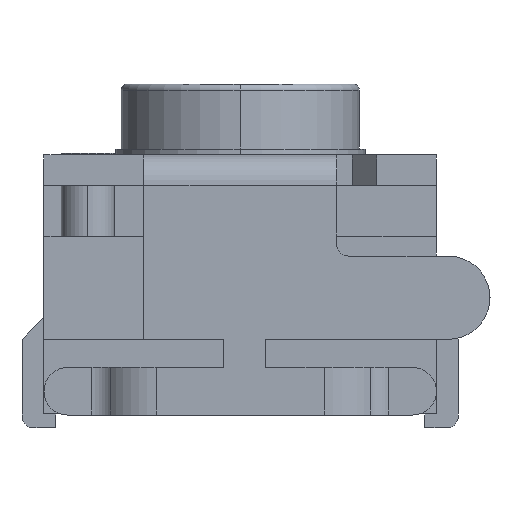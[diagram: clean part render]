
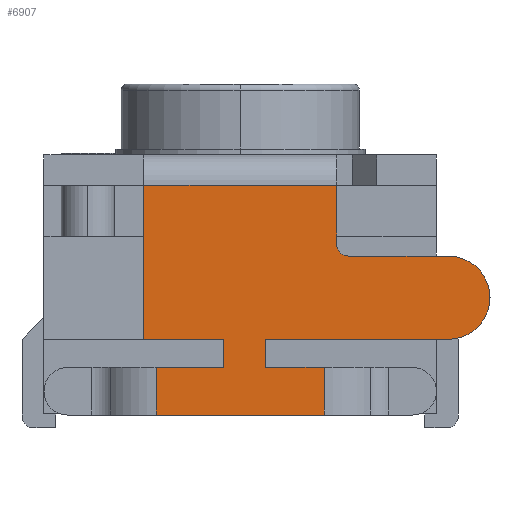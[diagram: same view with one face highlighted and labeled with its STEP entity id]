
A CAD part, left-side view. The second image highlights one B-rep face of the part: STEP entity #6907.
In plain terms, the highlighted planar face has unit normal (-1, 0, 0).
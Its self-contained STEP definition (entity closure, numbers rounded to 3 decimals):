
#8 = LINE ( 'NONE', #649, #2606 ) ;
#30 = LINE ( 'NONE', #3176, #5475 ) ;
#220 = CARTESIAN_POINT ( 'NONE',  ( -2.502, -0.707, -1.759 ) ) ;
#300 = CARTESIAN_POINT ( 'NONE',  ( -2.502, -0.81, -0.623 ) ) ;
#498 = EDGE_CURVE ( 'NONE', #551, #2455, #4437, .T. ) ;
#551 = VERTEX_POINT ( 'NONE', #1027 ) ;
#649 = CARTESIAN_POINT ( 'NONE',  ( -2.502, 0.137, -1.421 ) ) ;
#672 = ORIENTED_EDGE ( 'NONE', *, *, #1458, .T. ) ;
#738 = FACE_OUTER_BOUND ( 'NONE', #4591, .T. ) ;
#880 = ORIENTED_EDGE ( 'NONE', *, *, #4629, .T. ) ;
#980 = DIRECTION ( 'NONE',  ( -1., 0., 0. ) ) ;
#1027 = CARTESIAN_POINT ( 'NONE',  ( -2.502, -0.91, -0.723 ) ) ;
#1178 = ORIENTED_EDGE ( 'NONE', *, *, #498, .T. ) ;
#1209 = AXIS2_PLACEMENT_3D ( 'NONE', #3545, #3507, #7885 ) ;
#1272 = DIRECTION ( 'NONE',  ( 0., 1., 0. ) ) ;
#1324 = VERTEX_POINT ( 'NONE', #2344 ) ;
#1458 = EDGE_CURVE ( 'NONE', #2727, #1666, #6286, .T. ) ;
#1506 = EDGE_CURVE ( 'NONE', #4301, #2673, #6409, .T. ) ;
#1514 = EDGE_CURVE ( 'NONE', #1666, #6554, #3330, .T. ) ;
#1551 = DIRECTION ( 'NONE',  ( 0., 0., 1. ) ) ;
#1666 = VERTEX_POINT ( 'NONE', #6844 ) ;
#1769 = VERTEX_POINT ( 'NONE', #5672 ) ;
#1812 = VERTEX_POINT ( 'NONE', #6276 ) ;
#1849 = EDGE_CURVE ( 'NONE', #2455, #2727, #3583, .T. ) ;
#1922 = CARTESIAN_POINT ( 'NONE',  ( -2.502, 1.25, -2.059 ) ) ;
#2061 = VECTOR ( 'NONE', #4454, 1000. ) ;
#2065 = DIRECTION ( 'NONE',  ( 0., 0., 1. ) ) ;
#2236 = CARTESIAN_POINT ( 'NONE',  ( -2.502, -1.75, -1.073 ) ) ;
#2306 = VECTOR ( 'NONE', #7018, 1000. ) ;
#2333 = CARTESIAN_POINT ( 'NONE',  ( -2.502, -1.75, -0.723 ) ) ;
#2344 = CARTESIAN_POINT ( 'NONE',  ( -2.502, -0.707, -2.059 ) ) ;
#2356 = DIRECTION ( 'NONE',  ( 0., 0., 1. ) ) ;
#2455 = VERTEX_POINT ( 'NONE', #300 ) ;
#2546 = ORIENTED_EDGE ( 'NONE', *, *, #2866, .T. ) ;
#2605 = DIRECTION ( 'NONE',  ( 0., -1., 0. ) ) ;
#2606 = VECTOR ( 'NONE', #7393, 1000. ) ;
#2619 = LINE ( 'NONE', #220, #3523 ) ;
#2673 = VERTEX_POINT ( 'NONE', #3032 ) ;
#2685 = CARTESIAN_POINT ( 'NONE',  ( -2.502, 0.81, -1.421 ) ) ;
#2711 = CARTESIAN_POINT ( 'NONE',  ( -2.502, 0.81, -0.127 ) ) ;
#2722 = ORIENTED_EDGE ( 'NONE', *, *, #7965, .T. ) ;
#2727 = VERTEX_POINT ( 'NONE', #7676 ) ;
#2813 = ORIENTED_EDGE ( 'NONE', *, *, #5378, .T. ) ;
#2866 = EDGE_CURVE ( 'NONE', #1769, #4301, #4339, .T. ) ;
#2940 = VECTOR ( 'NONE', #6447, 1000. ) ;
#3025 = LINE ( 'NONE', #2333, #6154 ) ;
#3032 = CARTESIAN_POINT ( 'NONE',  ( -2.502, 0.707, -2.059 ) ) ;
#3113 = VERTEX_POINT ( 'NONE', #7787 ) ;
#3163 = CARTESIAN_POINT ( 'NONE',  ( -2.502, 0.137, -1.659 ) ) ;
#3176 = CARTESIAN_POINT ( 'NONE',  ( -2.502, -1.25, -1.659 ) ) ;
#3207 = PLANE ( 'NONE',  #3703 ) ;
#3330 = LINE ( 'NONE', #2711, #2940 ) ;
#3370 = CARTESIAN_POINT ( 'NONE',  ( -2.502, 0.707, -2.059 ) ) ;
#3372 = VECTOR ( 'NONE', #6782, 1000. ) ;
#3462 = LINE ( 'NONE', #4745, #7541 ) ;
#3475 = EDGE_CURVE ( 'NONE', #7659, #7886, #4788, .T. ) ;
#3507 = DIRECTION ( 'NONE',  ( 1., 0., 0. ) ) ;
#3523 = VECTOR ( 'NONE', #2065, 1000. ) ;
#3545 = CARTESIAN_POINT ( 'NONE',  ( -2.502, -0.91, -0.623 ) ) ;
#3583 = LINE ( 'NONE', #7338, #5692 ) ;
#3700 = CARTESIAN_POINT ( 'NONE',  ( -2.502, 0.707, -1.659 ) ) ;
#3703 = AXIS2_PLACEMENT_3D ( 'NONE', #5247, #980, #1551 ) ;
#3710 = LINE ( 'NONE', #1922, #4431 ) ;
#3768 = DIRECTION ( 'NONE',  ( 0., -1., 0. ) ) ;
#4061 = VERTEX_POINT ( 'NONE', #4811 ) ;
#4097 = ORIENTED_EDGE ( 'NONE', *, *, #4513, .T. ) ;
#4204 = CIRCLE ( 'NONE', #7053, 0.35 ) ;
#4286 = ORIENTED_EDGE ( 'NONE', *, *, #5825, .T. ) ;
#4301 = VERTEX_POINT ( 'NONE', #3700 ) ;
#4339 = LINE ( 'NONE', #3163, #5755 ) ;
#4375 = CARTESIAN_POINT ( 'NONE',  ( -2.502, 0.81, -1.421 ) ) ;
#4431 = VECTOR ( 'NONE', #2605, 1000. ) ;
#4436 = ORIENTED_EDGE ( 'NONE', *, *, #1514, .T. ) ;
#4437 = CIRCLE ( 'NONE', #1209, 0.1 ) ;
#4454 = DIRECTION ( 'NONE',  ( 0., 0., -1. ) ) ;
#4513 = EDGE_CURVE ( 'NONE', #4061, #1769, #8, .T. ) ;
#4591 = EDGE_LOOP ( 'NONE', ( #5772, #880, #6424, #5834, #4286, #7075, #2722, #1178, #6175, #672, #4436, #2813, #4097, #2546, #5923 ) ) ;
#4596 = CARTESIAN_POINT ( 'NONE',  ( -2.502, -1.75, -0.723 ) ) ;
#4629 = EDGE_CURVE ( 'NONE', #1324, #3113, #2619, .T. ) ;
#4745 = CARTESIAN_POINT ( 'NONE',  ( -2.502, -0.211, -1.423 ) ) ;
#4788 = LINE ( 'NONE', #6084, #3372 ) ;
#4811 = CARTESIAN_POINT ( 'NONE',  ( -2.502, 0.137, -1.421 ) ) ;
#4853 = DIRECTION ( 'NONE',  ( 0., 1., 0. ) ) ;
#4867 = DIRECTION ( 'NONE',  ( 0., 1., 0. ) ) ;
#4875 = LINE ( 'NONE', #4375, #7905 ) ;
#5233 = EDGE_CURVE ( 'NONE', #2673, #1324, #3710, .T. ) ;
#5240 = EDGE_CURVE ( 'NONE', #3113, #7659, #30, .T. ) ;
#5247 = CARTESIAN_POINT ( 'NONE',  ( -2.502, 1.25, -1.759 ) ) ;
#5356 = DIRECTION ( 'NONE',  ( -1., 0., 0. ) ) ;
#5378 = EDGE_CURVE ( 'NONE', #6554, #4061, #4875, .T. ) ;
#5475 = VECTOR ( 'NONE', #1272, 1000. ) ;
#5672 = CARTESIAN_POINT ( 'NONE',  ( -2.502, 0.137, -1.659 ) ) ;
#5692 = VECTOR ( 'NONE', #2356, 1000. ) ;
#5724 = CARTESIAN_POINT ( 'NONE',  ( -2.502, -1.17, -0.127 ) ) ;
#5755 = VECTOR ( 'NONE', #4867, 1000. ) ;
#5772 = ORIENTED_EDGE ( 'NONE', *, *, #5233, .T. ) ;
#5825 = EDGE_CURVE ( 'NONE', #7886, #1812, #3462, .T. ) ;
#5834 = ORIENTED_EDGE ( 'NONE', *, *, #3475, .T. ) ;
#5853 = CARTESIAN_POINT ( 'NONE',  ( -2.502, -0.211, -1.659 ) ) ;
#5923 = ORIENTED_EDGE ( 'NONE', *, *, #1506, .T. ) ;
#6084 = CARTESIAN_POINT ( 'NONE',  ( -2.502, -0.211, -1.659 ) ) ;
#6154 = VECTOR ( 'NONE', #4853, 1000. ) ;
#6175 = ORIENTED_EDGE ( 'NONE', *, *, #1849, .T. ) ;
#6276 = CARTESIAN_POINT ( 'NONE',  ( -2.502, -1.75, -1.423 ) ) ;
#6286 = LINE ( 'NONE', #5724, #2306 ) ;
#6409 = LINE ( 'NONE', #3370, #2061 ) ;
#6424 = ORIENTED_EDGE ( 'NONE', *, *, #5240, .T. ) ;
#6447 = DIRECTION ( 'NONE',  ( 0., 0., -1. ) ) ;
#6500 = DIRECTION ( 'NONE',  ( 0., -1., 0. ) ) ;
#6501 = VERTEX_POINT ( 'NONE', #4596 ) ;
#6554 = VERTEX_POINT ( 'NONE', #2685 ) ;
#6782 = DIRECTION ( 'NONE',  ( 0., 0., 1. ) ) ;
#6844 = CARTESIAN_POINT ( 'NONE',  ( -2.502, 0.81, -0.127 ) ) ;
#6907 = ADVANCED_FACE ( 'NONE', ( #738 ), #3207, .T. ) ;
#7018 = DIRECTION ( 'NONE',  ( 0., 1., 0. ) ) ;
#7053 = AXIS2_PLACEMENT_3D ( 'NONE', #2236, #5356, #7802 ) ;
#7075 = ORIENTED_EDGE ( 'NONE', *, *, #7687, .T. ) ;
#7093 = CARTESIAN_POINT ( 'NONE',  ( -2.502, -0.211, -1.423 ) ) ;
#7338 = CARTESIAN_POINT ( 'NONE',  ( -2.502, -0.81, -0.623 ) ) ;
#7393 = DIRECTION ( 'NONE',  ( 0., 0., -1. ) ) ;
#7541 = VECTOR ( 'NONE', #6500, 1000. ) ;
#7659 = VERTEX_POINT ( 'NONE', #5853 ) ;
#7676 = CARTESIAN_POINT ( 'NONE',  ( -2.502, -0.81, -0.127 ) ) ;
#7687 = EDGE_CURVE ( 'NONE', #1812, #6501, #4204, .T. ) ;
#7787 = CARTESIAN_POINT ( 'NONE',  ( -2.502, -0.707, -1.659 ) ) ;
#7802 = DIRECTION ( 'NONE',  ( 0., 0., 1. ) ) ;
#7885 = DIRECTION ( 'NONE',  ( 0., 0., -1. ) ) ;
#7886 = VERTEX_POINT ( 'NONE', #7093 ) ;
#7905 = VECTOR ( 'NONE', #3768, 1000. ) ;
#7965 = EDGE_CURVE ( 'NONE', #6501, #551, #3025, .T. ) ;
